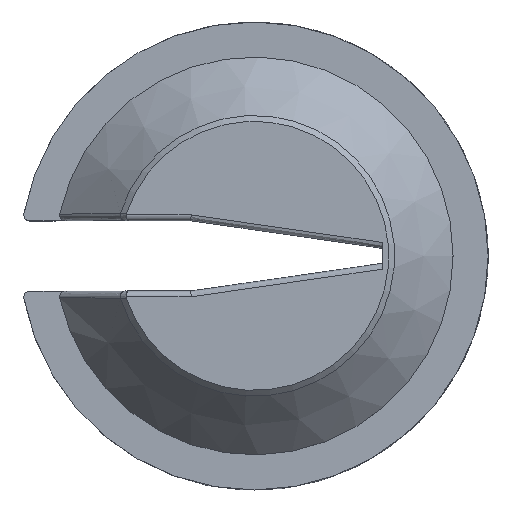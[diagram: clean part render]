
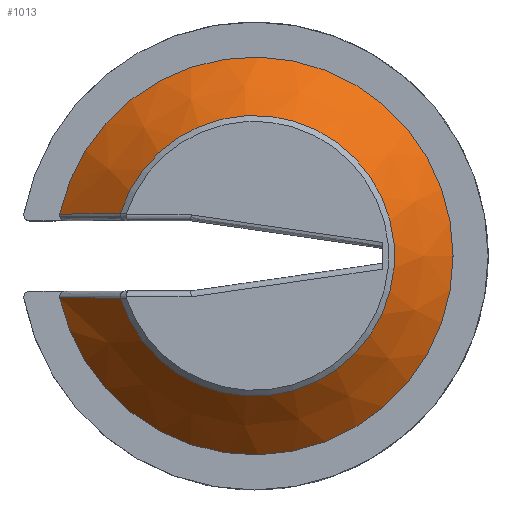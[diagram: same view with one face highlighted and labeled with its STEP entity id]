
A CAD part, top view. The second image highlights one B-rep face of the part: STEP entity #1013.
In plain terms, the highlighted conical face has half-angle 41.76 degrees and reference radius 26.988 mm.
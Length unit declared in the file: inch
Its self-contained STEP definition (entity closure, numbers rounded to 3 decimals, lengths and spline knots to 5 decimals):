
#17=CONICAL_SURFACE('',#1091,1.0625,0.729);
#66=B_SPLINE_CURVE_WITH_KNOTS('',3,(#1728,#1729,#1730,#1731),
 .UNSPECIFIED.,.F.,.F.,(4,4),(0.14885,0.15542),
 .UNSPECIFIED.);
#71=B_SPLINE_CURVE_WITH_KNOTS('',3,(#1846,#1847,#1848,#1849),
 .UNSPECIFIED.,.F.,.F.,(4,4),(-1.53663,-0.32723),
 .UNSPECIFIED.);
#72=B_SPLINE_CURVE_WITH_KNOTS('',3,(#1850,#1851,#1852,#1853),
 .UNSPECIFIED.,.F.,.F.,(4,4),(-0.32723,-0.32683),
 .UNSPECIFIED.);
#92=B_SPLINE_CURVE_WITH_KNOTS('',3,(#2187,#2188,#2189,#2190),
 .UNSPECIFIED.,.F.,.F.,(4,4),(-2.15841,-2.15801),
 .UNSPECIFIED.);
#93=B_SPLINE_CURVE_WITH_KNOTS('',3,(#2192,#2193,#2194,#2195),
 .UNSPECIFIED.,.F.,.F.,(4,4),(-2.15801,-0.9486),
 .UNSPECIFIED.);
#102=B_SPLINE_CURVE_WITH_KNOTS('',3,(#2389,#2390,#2391,#2392),
 .UNSPECIFIED.,.F.,.F.,(4,4),(0.15419,0.15864),
 .UNSPECIFIED.);
#105=B_SPLINE_CURVE_WITH_KNOTS('',3,(#2414,#2415,#2416,#2417),
 .UNSPECIFIED.,.F.,.F.,(4,4),(0.44648,0.45093),
 .UNSPECIFIED.);
#106=B_SPLINE_CURVE_WITH_KNOTS('',3,(#2418,#2419,#2420,#2421),
 .UNSPECIFIED.,.F.,.F.,(4,4),(0.15542,0.16199),
 .UNSPECIFIED.);
#169=FACE_OUTER_BOUND('',#225,.T.);
#225=EDGE_LOOP('',(#794,#795,#796,#797,#798,#799,#800,#801,#802,#803));
#265=CIRCLE('',#1090,0.75);
#266=CIRCLE('',#1092,1.0625);
#411=VERTEX_POINT('',#1695);
#412=VERTEX_POINT('',#1727);
#417=VERTEX_POINT('',#1810);
#418=VERTEX_POINT('',#1845);
#441=VERTEX_POINT('',#2160);
#442=VERTEX_POINT('',#2186);
#443=VERTEX_POINT('',#2191);
#450=VERTEX_POINT('',#2387);
#454=VERTEX_POINT('',#2408);
#455=VERTEX_POINT('',#2412);
#527=EDGE_CURVE('',#411,#412,#66,.T.);
#534=EDGE_CURVE('',#417,#418,#71,.T.);
#535=EDGE_CURVE('',#418,#411,#72,.T.);
#567=EDGE_CURVE('',#441,#442,#92,.T.);
#568=EDGE_CURVE('',#442,#443,#93,.T.);
#581=EDGE_CURVE('',#450,#417,#102,.T.);
#586=EDGE_CURVE('',#454,#412,#265,.T.);
#588=EDGE_CURVE('',#450,#455,#266,.T.);
#589=EDGE_CURVE('',#443,#455,#105,.T.);
#590=EDGE_CURVE('',#454,#441,#106,.T.);
#794=ORIENTED_EDGE('',*,*,#534,.F.);
#795=ORIENTED_EDGE('',*,*,#581,.F.);
#796=ORIENTED_EDGE('',*,*,#588,.T.);
#797=ORIENTED_EDGE('',*,*,#589,.F.);
#798=ORIENTED_EDGE('',*,*,#568,.F.);
#799=ORIENTED_EDGE('',*,*,#567,.F.);
#800=ORIENTED_EDGE('',*,*,#590,.F.);
#801=ORIENTED_EDGE('',*,*,#586,.T.);
#802=ORIENTED_EDGE('',*,*,#527,.F.);
#803=ORIENTED_EDGE('',*,*,#535,.F.);
#1013=ADVANCED_FACE('',(#169),#17,.T.);
#1090=AXIS2_PLACEMENT_3D('',#2409,#1229,#1230);
#1091=AXIS2_PLACEMENT_3D('',#2411,#1232,#1233);
#1092=AXIS2_PLACEMENT_3D('',#2413,#1234,#1235);
#1229=DIRECTION('center_axis',(0.,0.,-1.));
#1230=DIRECTION('ref_axis',(1.,0.,0.));
#1232=DIRECTION('center_axis',(0.,0.,-1.));
#1233=DIRECTION('ref_axis',(1.,0.,0.));
#1234=DIRECTION('center_axis',(0.,0.,1.));
#1235=DIRECTION('ref_axis',(1.,0.,0.));
#1695=CARTESIAN_POINT('',(-0.7151,-0.22577,0.50011));
#1727=CARTESIAN_POINT('',(-0.71442,-0.22826,0.5));
#1728=CARTESIAN_POINT('Ctrl Pts',(-0.7151,-0.22577,
0.50011));
#1729=CARTESIAN_POINT('Ctrl Pts',(-0.71491,-0.22661,
0.50004));
#1730=CARTESIAN_POINT('Ctrl Pts',(-0.71468,-0.22744,
0.5));
#1731=CARTESIAN_POINT('Ctrl Pts',(-0.71442,-0.22826,
0.5));
#1810=CARTESIAN_POINT('',(-1.03864,-0.22366,0.15005));
#1845=CARTESIAN_POINT('',(-0.71521,-0.22577,0.5));
#1846=CARTESIAN_POINT('Ctrl Pts',(-1.03864,-0.22366,0.15005));
#1847=CARTESIAN_POINT('Ctrl Pts',(-0.9315,-0.22415,
0.26725));
#1848=CARTESIAN_POINT('Ctrl Pts',(-0.82401,-0.22477,
0.38415));
#1849=CARTESIAN_POINT('Ctrl Pts',(-0.71521,-0.22577,
0.5));
#1850=CARTESIAN_POINT('Ctrl Pts',(-0.71521,-0.22577,
0.5));
#1851=CARTESIAN_POINT('Ctrl Pts',(-0.71518,-0.22577,
0.50004));
#1852=CARTESIAN_POINT('Ctrl Pts',(-0.71514,-0.22577,
0.50008));
#1853=CARTESIAN_POINT('Ctrl Pts',(-0.71511,-0.22577,
0.50011));
#2160=CARTESIAN_POINT('',(-0.7151,0.22577,0.50011));
#2186=CARTESIAN_POINT('',(-0.71521,0.22577,0.5));
#2187=CARTESIAN_POINT('Ctrl Pts',(-0.71511,0.22577,
0.50011));
#2188=CARTESIAN_POINT('Ctrl Pts',(-0.71514,0.22577,0.50008));
#2189=CARTESIAN_POINT('Ctrl Pts',(-0.71518,0.22577,
0.50004));
#2190=CARTESIAN_POINT('Ctrl Pts',(-0.71521,0.22577,
0.5));
#2191=CARTESIAN_POINT('',(-1.03864,0.22366,0.15005));
#2192=CARTESIAN_POINT('Ctrl Pts',(-0.71521,0.22577,
0.5));
#2193=CARTESIAN_POINT('Ctrl Pts',(-0.82401,0.22477,0.38415));
#2194=CARTESIAN_POINT('Ctrl Pts',(-0.9315,0.22415,0.26725));
#2195=CARTESIAN_POINT('Ctrl Pts',(-1.03864,0.22366,0.15005));
#2387=CARTESIAN_POINT('',(-1.03832,-0.22538,0.15));
#2389=CARTESIAN_POINT('Ctrl Pts',(-1.03832,-0.22538,
0.15));
#2390=CARTESIAN_POINT('Ctrl Pts',(-1.03844,-0.22481,
0.15));
#2391=CARTESIAN_POINT('Ctrl Pts',(-1.03855,-0.22423,
0.15002));
#2392=CARTESIAN_POINT('Ctrl Pts',(-1.03864,-0.22366,
0.15005));
#2408=CARTESIAN_POINT('',(-0.71442,0.22826,0.5));
#2409=CARTESIAN_POINT('Origin',(0.,0.,0.5));
#2411=CARTESIAN_POINT('Origin',(0.,0.,0.15));
#2412=CARTESIAN_POINT('',(-1.03832,0.22538,0.15));
#2413=CARTESIAN_POINT('Origin',(0.,0.,0.15));
#2414=CARTESIAN_POINT('Ctrl Pts',(-1.03864,0.22366,0.15005));
#2415=CARTESIAN_POINT('Ctrl Pts',(-1.03855,0.22423,0.15002));
#2416=CARTESIAN_POINT('Ctrl Pts',(-1.03844,0.22481,0.15));
#2417=CARTESIAN_POINT('Ctrl Pts',(-1.03832,0.22538,0.15));
#2418=CARTESIAN_POINT('Ctrl Pts',(-0.71442,0.22826,
0.5));
#2419=CARTESIAN_POINT('Ctrl Pts',(-0.71468,0.22744,
0.5));
#2420=CARTESIAN_POINT('Ctrl Pts',(-0.71491,0.22661,
0.50004));
#2421=CARTESIAN_POINT('Ctrl Pts',(-0.7151,0.22577,
0.50011));
